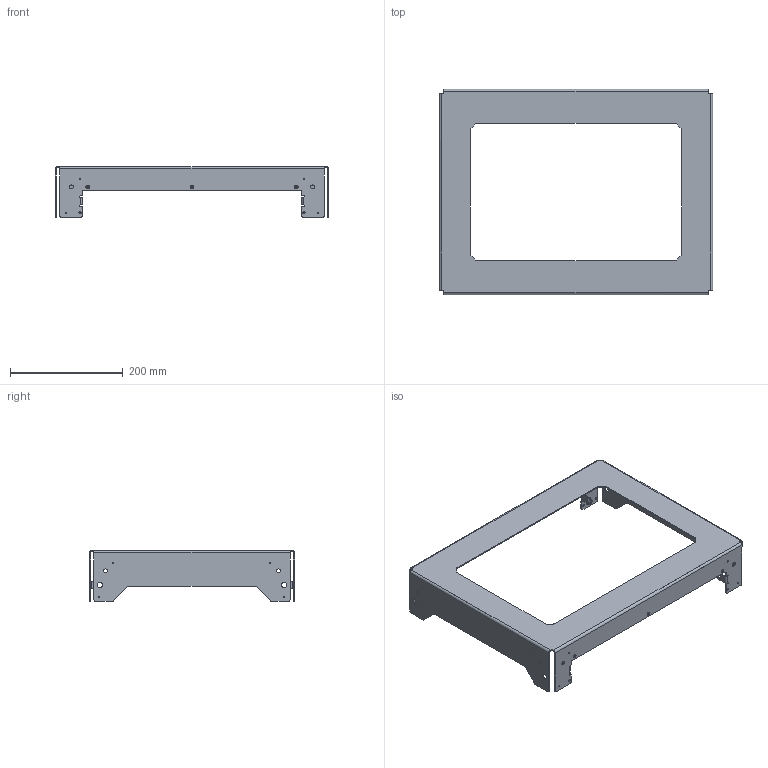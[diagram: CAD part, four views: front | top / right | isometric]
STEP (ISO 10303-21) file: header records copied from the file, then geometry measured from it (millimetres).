
FILE_DESCRIPTION(('FreeCAD Model'),'2;1');
FILE_NAME('Soporte columnas_CertUSA 01.stp','2016-01-27T22:40:43',('FreeCAD'),('FreeCAD'), 'Open CASCADE STEP processor 6.8','FreeCAD','Unknown');
FILE_SCHEMA(('AUTOMOTIVE_DESIGN_CC2 { 1 2 10303 214 -1 1 5 4 }'));
Products named in the file (1): Open CASCADE STEP translator 6.8 6
Bounding box: 485 x 364 x 90 mm (x, y, z)
Volume: 350765.3 mm3; surface area: 360400.6 mm2
Topology: 1 solids, 1 shells, 248 faces, 828 edges, 582 vertices
Faces by surface type: bspline 174, plane 74
Entity records: 38046 total; most frequent: CARTESIAN_POINT 27999, ORIENTED_EDGE 1656, PCURVE 1656, DEFINITIONAL_REPRESENTATION 1656, B_SPLINE_CURVE_WITH_KNOTS 1588, EDGE_CURVE 828, SURFACE_CURVE 828, VERTEX_POINT 582
